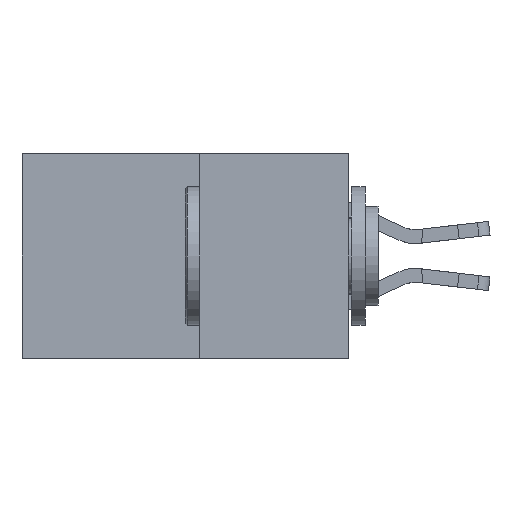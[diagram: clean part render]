
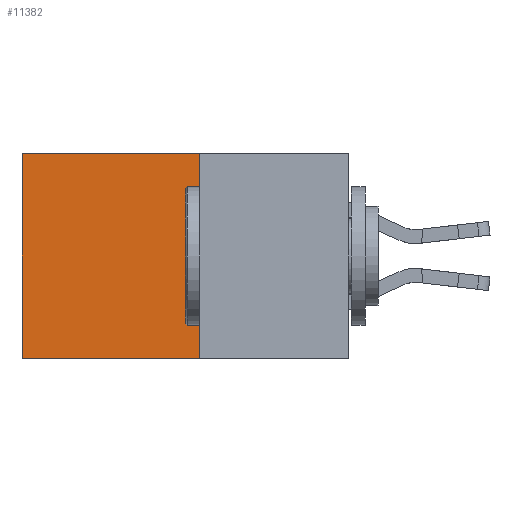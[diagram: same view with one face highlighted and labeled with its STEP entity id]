
A CAD part, left-side view. The second image highlights one B-rep face of the part: STEP entity #11382.
In plain terms, the highlighted planar face has unit normal (-1, 0, 0).
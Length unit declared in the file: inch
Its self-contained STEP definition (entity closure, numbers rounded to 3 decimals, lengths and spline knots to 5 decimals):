
#746 = DIRECTION ( 'NONE',  ( 0., 0., -1. ) ) ;
#1666 = VERTEX_POINT ( 'NONE', #8354 ) ;
#3016 = DIRECTION ( 'NONE',  ( 0., 0., -1. ) ) ;
#3138 = CARTESIAN_POINT ( 'NONE',  ( 0.277, 0.27, -0.37 ) ) ;
#3298 = EDGE_CURVE ( 'NONE', #17503, #1666, #16920, .T. ) ;
#3977 = PLANE ( 'NONE',  #11943 ) ;
#4338 = ORIENTED_EDGE ( 'NONE', *, *, #10590, .T. ) ;
#4765 = CARTESIAN_POINT ( 'NONE',  ( 0.277, 0.59, 0. ) ) ;
#6429 = VECTOR ( 'NONE', #8459, 39.37008 ) ;
#6588 = EDGE_LOOP ( 'NONE', ( #4338, #7081, #12863, #10128 ) ) ;
#6912 = CARTESIAN_POINT ( 'NONE',  ( 0.277, 0.27, -0.37 ) ) ;
#7081 = ORIENTED_EDGE ( 'NONE', *, *, #3298, .F. ) ;
#7129 = FACE_OUTER_BOUND ( 'NONE', #6588, .T. ) ;
#7642 = VERTEX_POINT ( 'NONE', #4765 ) ;
#8062 = LINE ( 'NONE', #3138, #12319 ) ;
#8266 = EDGE_CURVE ( 'NONE', #10183, #17503, #8062, .T. ) ;
#8354 = CARTESIAN_POINT ( 'NONE',  ( 0.277, 0.59, -0.37 ) ) ;
#8392 = DIRECTION ( 'NONE',  ( 0., 0., -1. ) ) ;
#8459 = DIRECTION ( 'NONE',  ( 0., 1., 0. ) ) ;
#9604 = DIRECTION ( 'NONE',  ( 0., 1., 0. ) ) ;
#10125 = CARTESIAN_POINT ( 'NONE',  ( 0.277, 0.27, 0. ) ) ;
#10128 = ORIENTED_EDGE ( 'NONE', *, *, #18139, .T. ) ;
#10183 = VERTEX_POINT ( 'NONE', #10125 ) ;
#10590 = EDGE_CURVE ( 'NONE', #7642, #1666, #10654, .T. ) ;
#10654 = LINE ( 'NONE', #16622, #17718 ) ;
#11382 = ADVANCED_FACE ( 'NONE', ( #7129 ), #3977, .F. ) ;
#11943 = AXIS2_PLACEMENT_3D ( 'NONE', #6912, #16888, #8392 ) ;
#12319 = VECTOR ( 'NONE', #3016, 39.37008 ) ;
#12324 = VECTOR ( 'NONE', #9604, 39.37008 ) ;
#12713 = CARTESIAN_POINT ( 'NONE',  ( 0.277, 0.27, -0.37 ) ) ;
#12806 = CARTESIAN_POINT ( 'NONE',  ( 0.277, 0.27, -0.37 ) ) ;
#12863 = ORIENTED_EDGE ( 'NONE', *, *, #8266, .F. ) ;
#15251 = CARTESIAN_POINT ( 'NONE',  ( 0.277, 0.27, 0. ) ) ;
#16079 = LINE ( 'NONE', #15251, #12324 ) ;
#16622 = CARTESIAN_POINT ( 'NONE',  ( 0.277, 0.59, -0.37 ) ) ;
#16888 = DIRECTION ( 'NONE',  ( 1., 0., 0. ) ) ;
#16920 = LINE ( 'NONE', #12806, #6429 ) ;
#17503 = VERTEX_POINT ( 'NONE', #12713 ) ;
#17718 = VECTOR ( 'NONE', #746, 39.37008 ) ;
#18139 = EDGE_CURVE ( 'NONE', #10183, #7642, #16079, .T. ) ;
